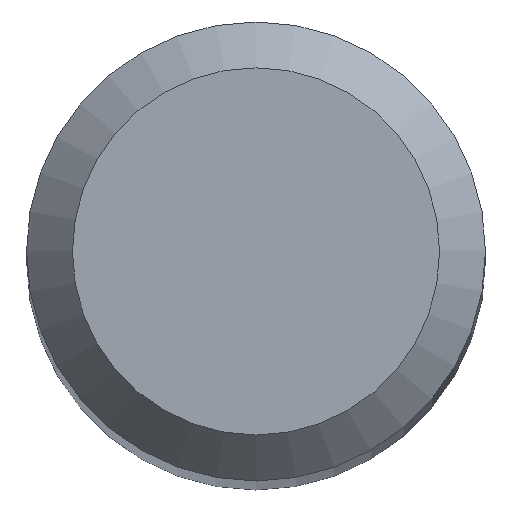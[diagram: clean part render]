
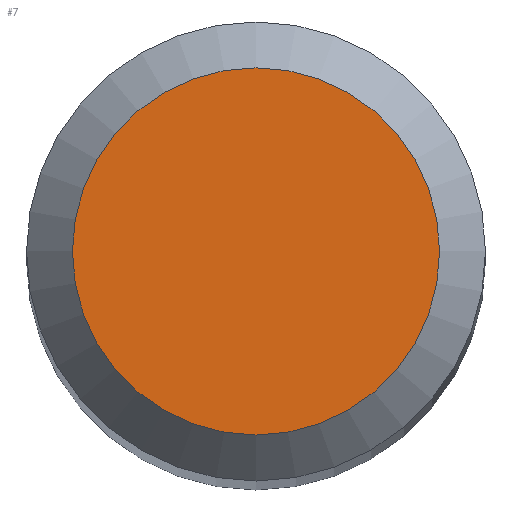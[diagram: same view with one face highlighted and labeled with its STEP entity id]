
A CAD part, top view. The second image highlights one B-rep face of the part: STEP entity #7.
In plain terms, the highlighted planar face has unit normal (0, 0, 1).
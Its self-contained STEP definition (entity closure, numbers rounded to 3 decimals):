
#1 = DIRECTION ( 'NONE',  ( 0., 1., 0. ) ) ;
#7 = ADVANCED_FACE ( 'NONE', ( #295 ), #17, .F. ) ;
#17 = PLANE ( 'NONE',  #213 ) ;
#87 = DIRECTION ( 'NONE',  ( 0., 0., -1. ) ) ;
#107 = EDGE_LOOP ( 'NONE', ( #243 ) ) ;
#108 = AXIS2_PLACEMENT_3D ( 'NONE', #116, #210, #1 ) ;
#116 = CARTESIAN_POINT ( 'NONE',  ( 0., 0., 61. ) ) ;
#155 = DIRECTION ( 'NONE',  ( 0., 1., 0. ) ) ;
#193 = CARTESIAN_POINT ( 'NONE',  ( 0., 1.2, 61. ) ) ;
#199 = CIRCLE ( 'NONE', #108, 1.2 ) ;
#210 = DIRECTION ( 'NONE',  ( 0., 0., -1. ) ) ;
#213 = AXIS2_PLACEMENT_3D ( 'NONE', #267, #87, #155 ) ;
#235 = EDGE_CURVE ( 'NONE', #285, #285, #199, .T. ) ;
#243 = ORIENTED_EDGE ( 'NONE', *, *, #235, .F. ) ;
#267 = CARTESIAN_POINT ( 'NONE',  ( 0., 0., 61. ) ) ;
#285 = VERTEX_POINT ( 'NONE', #193 ) ;
#295 = FACE_OUTER_BOUND ( 'NONE', #107, .T. ) ;
